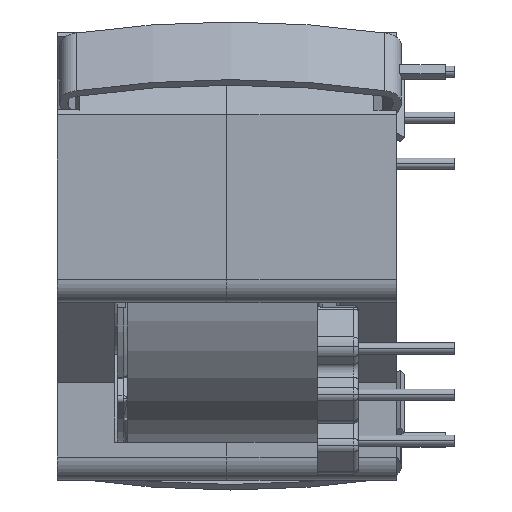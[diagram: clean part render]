
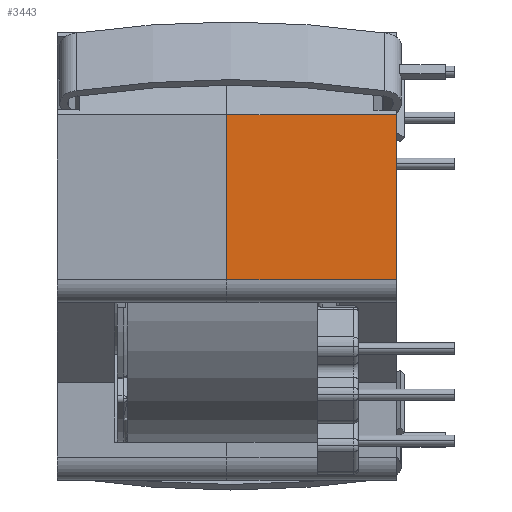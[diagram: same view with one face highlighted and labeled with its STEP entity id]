
A CAD part, left-side view. The second image highlights one B-rep face of the part: STEP entity #3443.
In plain terms, the highlighted face is planar.
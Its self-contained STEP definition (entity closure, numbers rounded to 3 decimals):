
#288 = PLANE ( 'NONE',  #1479 ) ;
#351 = EDGE_CURVE ( 'NONE', #728, #5660, #2909, .T. ) ;
#502 = EDGE_CURVE ( 'NONE', #728, #2342, #1584, .T. ) ;
#550 = FACE_OUTER_BOUND ( 'NONE', #9241, .T. ) ;
#703 = ORIENTED_EDGE ( 'NONE', *, *, #351, .T. ) ;
#728 = VERTEX_POINT ( 'NONE', #9570 ) ;
#1052 = CARTESIAN_POINT ( 'NONE',  ( 0., -6.432, -20.212 ) ) ;
#1167 = DIRECTION ( 'NONE',  ( 1., 0., 0. ) ) ;
#1479 = AXIS2_PLACEMENT_3D ( 'NONE', #5816, #1982, #7440 ) ;
#1584 = LINE ( 'NONE', #2301, #5585 ) ;
#1713 = VECTOR ( 'NONE', #7283, 1000. ) ;
#1982 = DIRECTION ( 'NONE',  ( 0., -0.707, 0.707 ) ) ;
#2038 = EDGE_CURVE ( 'NONE', #6085, #2342, #5051, .T. ) ;
#2301 = CARTESIAN_POINT ( 'NONE',  ( 0., -7.33, -21.11 ) ) ;
#2342 = VERTEX_POINT ( 'NONE', #1052 ) ;
#2528 = ORIENTED_EDGE ( 'NONE', *, *, #2038, .T. ) ;
#2909 = LINE ( 'NONE', #4260, #7407 ) ;
#3208 = CARTESIAN_POINT ( 'NONE',  ( 9.35, 0., -13.78 ) ) ;
#3443 = ADVANCED_FACE ( 'NONE', ( #550 ), #288, .F. ) ;
#3762 = LINE ( 'NONE', #8807, #1713 ) ;
#4260 = CARTESIAN_POINT ( 'NONE',  ( 0., 0., -13.78 ) ) ;
#4401 = ORIENTED_EDGE ( 'NONE', *, *, #502, .F. ) ;
#4535 = EDGE_CURVE ( 'NONE', #5660, #6085, #3762, .T. ) ;
#4634 = DIRECTION ( 'NONE',  ( 0., -0.707, -0.707 ) ) ;
#5051 = LINE ( 'NONE', #7956, #6263 ) ;
#5585 = VECTOR ( 'NONE', #4634, 1000. ) ;
#5660 = VERTEX_POINT ( 'NONE', #3208 ) ;
#5816 = CARTESIAN_POINT ( 'NONE',  ( 0., -7.33, -21.11 ) ) ;
#6085 = VERTEX_POINT ( 'NONE', #7592 ) ;
#6263 = VECTOR ( 'NONE', #8086, 1000. ) ;
#7283 = DIRECTION ( 'NONE',  ( 0., -0.707, -0.707 ) ) ;
#7407 = VECTOR ( 'NONE', #1167, 1000. ) ;
#7440 = DIRECTION ( 'NONE',  ( 0., -0.707, -0.707 ) ) ;
#7592 = CARTESIAN_POINT ( 'NONE',  ( 9.35, -6.432, -20.212 ) ) ;
#7956 = CARTESIAN_POINT ( 'NONE',  ( 0., -6.432, -20.212 ) ) ;
#8086 = DIRECTION ( 'NONE',  ( -1., 0., 0. ) ) ;
#8715 = ORIENTED_EDGE ( 'NONE', *, *, #4535, .T. ) ;
#8807 = CARTESIAN_POINT ( 'NONE',  ( 9.35, -7.33, -21.11 ) ) ;
#9241 = EDGE_LOOP ( 'NONE', ( #8715, #2528, #4401, #703 ) ) ;
#9570 = CARTESIAN_POINT ( 'NONE',  ( 0., 0., -13.78 ) ) ;
